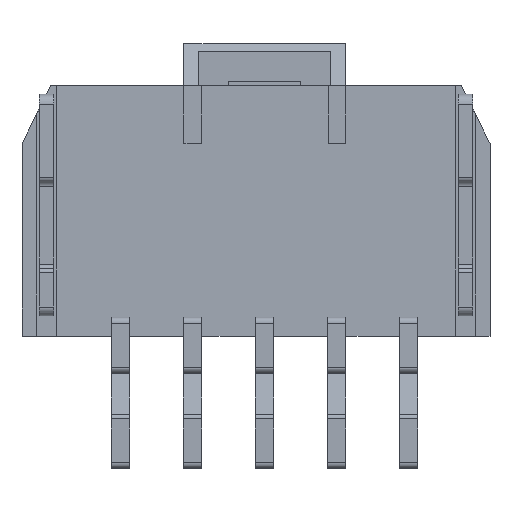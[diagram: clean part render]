
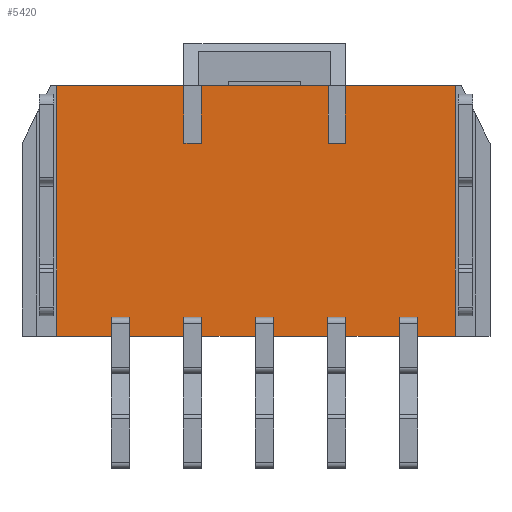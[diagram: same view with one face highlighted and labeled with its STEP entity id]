
A CAD part, front view. The second image highlights one B-rep face of the part: STEP entity #5420.
In plain terms, the highlighted planar face has unit normal (0, -1, 0).
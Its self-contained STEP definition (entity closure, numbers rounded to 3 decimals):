
#33=DIRECTION('',(0.,0.,1.));
#34=VECTOR('',#33,0.65);
#35=CARTESIAN_POINT('',(5.318,-2.99,0.));
#36=LINE('',#35,#34);
#37=DIRECTION('',(1.,0.,0.));
#38=VECTOR('',#37,0.635);
#39=CARTESIAN_POINT('',(4.683,-2.99,0.65));
#40=LINE('',#39,#38);
#41=DIRECTION('',(0.,0.,1.));
#42=VECTOR('',#41,0.65);
#43=CARTESIAN_POINT('',(4.683,-2.99,0.));
#44=LINE('',#43,#42);
#45=DIRECTION('',(-1.,0.,0.));
#46=VECTOR('',#45,1.865);
#47=CARTESIAN_POINT('',(4.683,-2.99,0.));
#48=LINE('',#47,#46);
#49=DIRECTION('',(0.,0.,1.));
#50=VECTOR('',#49,0.65);
#51=CARTESIAN_POINT('',(2.818,-2.99,0.));
#52=LINE('',#51,#50);
#53=DIRECTION('',(1.,0.,0.));
#54=VECTOR('',#53,0.635);
#55=CARTESIAN_POINT('',(2.183,-2.99,0.65));
#56=LINE('',#55,#54);
#57=DIRECTION('',(0.,0.,1.));
#58=VECTOR('',#57,0.65);
#59=CARTESIAN_POINT('',(2.183,-2.99,0.));
#60=LINE('',#59,#58);
#61=DIRECTION('',(-1.,0.,0.));
#62=VECTOR('',#61,1.865);
#63=CARTESIAN_POINT('',(2.183,-2.99,0.));
#64=LINE('',#63,#62);
#65=DIRECTION('',(0.,0.,1.));
#66=VECTOR('',#65,0.65);
#67=CARTESIAN_POINT('',(0.318,-2.99,0.));
#68=LINE('',#67,#66);
#69=DIRECTION('',(1.,0.,0.));
#70=VECTOR('',#69,0.635);
#71=CARTESIAN_POINT('',(-0.318,-2.99,0.65));
#72=LINE('',#71,#70);
#73=DIRECTION('',(0.,0.,1.));
#74=VECTOR('',#73,0.65);
#75=CARTESIAN_POINT('',(-0.318,-2.99,0.));
#76=LINE('',#75,#74);
#77=DIRECTION('',(-1.,0.,0.));
#78=VECTOR('',#77,1.865);
#79=CARTESIAN_POINT('',(-0.318,-2.99,0.));
#80=LINE('',#79,#78);
#81=DIRECTION('',(0.,0.,1.));
#82=VECTOR('',#81,0.65);
#83=CARTESIAN_POINT('',(-2.183,-2.99,0.));
#84=LINE('',#83,#82);
#85=DIRECTION('',(1.,0.,0.));
#86=VECTOR('',#85,0.635);
#87=CARTESIAN_POINT('',(-2.818,-2.99,0.65));
#88=LINE('',#87,#86);
#89=DIRECTION('',(0.,0.,1.));
#90=VECTOR('',#89,0.65);
#91=CARTESIAN_POINT('',(-2.818,-2.99,0.));
#92=LINE('',#91,#90);
#93=DIRECTION('',(-1.,0.,0.));
#94=VECTOR('',#93,1.865);
#95=CARTESIAN_POINT('',(-2.818,-2.99,0.));
#96=LINE('',#95,#94);
#97=DIRECTION('',(0.,0.,1.));
#98=VECTOR('',#97,0.65);
#99=CARTESIAN_POINT('',(-4.683,-2.99,0.));
#100=LINE('',#99,#98);
#101=DIRECTION('',(1.,0.,0.));
#102=VECTOR('',#101,0.635);
#103=CARTESIAN_POINT('',(-5.318,-2.99,0.65));
#104=LINE('',#103,#102);
#105=DIRECTION('',(0.,0.,1.));
#106=VECTOR('',#105,0.65);
#107=CARTESIAN_POINT('',(-5.318,-2.99,0.));
#108=LINE('',#107,#106);
#109=DIRECTION('',(-1.,0.,0.));
#110=VECTOR('',#109,1.903);
#111=CARTESIAN_POINT('',(-5.318,-2.99,0.));
#112=LINE('',#111,#110);
#113=DIRECTION('',(0.,0.,1.));
#114=VECTOR('',#113,8.69);
#115=CARTESIAN_POINT('',(-7.22,-2.99,0.));
#116=LINE('',#115,#114);
#117=DIRECTION('',(1.,0.,0.));
#118=VECTOR('',#117,4.42);
#119=CARTESIAN_POINT('',(-7.22,-2.99,8.69));
#120=LINE('',#119,#118);
#121=DIRECTION('',(0.,0.,-1.));
#122=VECTOR('',#121,2.);
#123=CARTESIAN_POINT('',(-2.8,-2.99,8.69));
#124=LINE('',#123,#122);
#125=DIRECTION('',(1.,0.,0.));
#126=VECTOR('',#125,0.6);
#127=CARTESIAN_POINT('',(-2.8,-2.99,6.69));
#128=LINE('',#127,#126);
#129=DIRECTION('',(0.,0.,-1.));
#130=VECTOR('',#129,2.);
#131=CARTESIAN_POINT('',(-2.2,-2.99,8.69));
#132=LINE('',#131,#130);
#133=DIRECTION('',(1.,0.,0.));
#134=VECTOR('',#133,4.4);
#135=CARTESIAN_POINT('',(-2.2,-2.99,8.69));
#136=LINE('',#135,#134);
#137=DIRECTION('',(0.,0.,-1.));
#138=VECTOR('',#137,2.);
#139=CARTESIAN_POINT('',(2.2,-2.99,8.69));
#140=LINE('',#139,#138);
#141=DIRECTION('',(1.,0.,0.));
#142=VECTOR('',#141,0.6);
#143=CARTESIAN_POINT('',(2.2,-2.99,6.69));
#144=LINE('',#143,#142);
#145=DIRECTION('',(0.,0.,-1.));
#146=VECTOR('',#145,2.);
#147=CARTESIAN_POINT('',(2.8,-2.99,8.69));
#148=LINE('',#147,#146);
#149=DIRECTION('',(1.,0.,0.));
#150=VECTOR('',#149,3.82);
#151=CARTESIAN_POINT('',(2.8,-2.99,8.69));
#152=LINE('',#151,#150);
#153=DIRECTION('',(0.,0.,1.));
#154=VECTOR('',#153,8.69);
#155=CARTESIAN_POINT('',(6.62,-2.99,0.));
#156=LINE('',#155,#154);
#157=DIRECTION('',(-1.,0.,0.));
#158=VECTOR('',#157,1.303);
#159=CARTESIAN_POINT('',(6.62,-2.99,0.));
#160=LINE('',#159,#158);
#4109=CARTESIAN_POINT('',(-7.22,-2.99,0.));
#4110=CARTESIAN_POINT('',(-7.22,-2.99,8.69));
#4111=VERTEX_POINT('',#4109);
#4112=VERTEX_POINT('',#4110);
#4113=CARTESIAN_POINT('',(6.62,-2.99,0.));
#4114=CARTESIAN_POINT('',(6.62,-2.99,8.69));
#4115=VERTEX_POINT('',#4113);
#4116=VERTEX_POINT('',#4114);
#4189=CARTESIAN_POINT('',(-2.8,-2.99,6.69));
#4190=CARTESIAN_POINT('',(-2.2,-2.99,6.69));
#4191=VERTEX_POINT('',#4189);
#4192=VERTEX_POINT('',#4190);
#4193=CARTESIAN_POINT('',(2.2,-2.99,6.69));
#4194=CARTESIAN_POINT('',(2.8,-2.99,6.69));
#4195=VERTEX_POINT('',#4193);
#4196=VERTEX_POINT('',#4194);
#4197=CARTESIAN_POINT('',(-2.8,-2.99,8.69));
#4198=VERTEX_POINT('',#4197);
#4199=CARTESIAN_POINT('',(-2.2,-2.99,8.69));
#4200=VERTEX_POINT('',#4199);
#4201=CARTESIAN_POINT('',(2.2,-2.99,8.69));
#4202=VERTEX_POINT('',#4201);
#4203=CARTESIAN_POINT('',(2.8,-2.99,8.69));
#4204=VERTEX_POINT('',#4203);
#4321=CARTESIAN_POINT('',(-5.318,-2.99,0.));
#4322=CARTESIAN_POINT('',(-5.318,-2.99,0.65));
#4323=VERTEX_POINT('',#4321);
#4324=VERTEX_POINT('',#4322);
#4325=CARTESIAN_POINT('',(-4.683,-2.99,0.));
#4326=CARTESIAN_POINT('',(-4.683,-2.99,0.65));
#4327=VERTEX_POINT('',#4325);
#4328=VERTEX_POINT('',#4326);
#4869=CARTESIAN_POINT('',(-2.818,-2.99,0.65));
#4870=VERTEX_POINT('',#4869);
#4871=CARTESIAN_POINT('',(-2.183,-2.99,0.65));
#4872=VERTEX_POINT('',#4871);
#4925=CARTESIAN_POINT('',(-0.318,-2.99,0.65));
#4926=VERTEX_POINT('',#4925);
#4927=CARTESIAN_POINT('',(0.318,-2.99,0.65));
#4928=VERTEX_POINT('',#4927);
#4981=CARTESIAN_POINT('',(2.183,-2.99,0.65));
#4982=VERTEX_POINT('',#4981);
#4983=CARTESIAN_POINT('',(2.818,-2.99,0.65));
#4984=VERTEX_POINT('',#4983);
#4997=CARTESIAN_POINT('',(-2.818,-2.99,0.));
#4998=VERTEX_POINT('',#4997);
#4999=CARTESIAN_POINT('',(-2.183,-2.99,0.));
#5000=VERTEX_POINT('',#4999);
#5025=CARTESIAN_POINT('',(-0.318,-2.99,0.));
#5026=VERTEX_POINT('',#5025);
#5027=CARTESIAN_POINT('',(0.318,-2.99,0.));
#5028=VERTEX_POINT('',#5027);
#5053=CARTESIAN_POINT('',(2.183,-2.99,0.));
#5054=VERTEX_POINT('',#5053);
#5055=CARTESIAN_POINT('',(2.818,-2.99,0.));
#5056=VERTEX_POINT('',#5055);
#5257=CARTESIAN_POINT('',(4.683,-2.99,0.65));
#5258=VERTEX_POINT('',#5257);
#5259=CARTESIAN_POINT('',(5.318,-2.99,0.65));
#5260=VERTEX_POINT('',#5259);
#5273=CARTESIAN_POINT('',(5.318,-2.99,0.));
#5274=VERTEX_POINT('',#5273);
#5275=CARTESIAN_POINT('',(4.683,-2.99,0.));
#5276=VERTEX_POINT('',#5275);
#5349=CARTESIAN_POINT('',(0.,-2.99,0.));
#5350=DIRECTION('',(0.,1.,0.));
#5351=DIRECTION('',(-1.,0.,0.));
#5352=AXIS2_PLACEMENT_3D('',#5349,#5350,#5351);
#5353=PLANE('',#5352);
#5355=ORIENTED_EDGE('',*,*,#5354,.T.);
#5357=ORIENTED_EDGE('',*,*,#5356,.F.);
#5359=ORIENTED_EDGE('',*,*,#5358,.F.);
#5361=ORIENTED_EDGE('',*,*,#5360,.T.);
#5363=ORIENTED_EDGE('',*,*,#5362,.T.);
#5365=ORIENTED_EDGE('',*,*,#5364,.F.);
#5367=ORIENTED_EDGE('',*,*,#5366,.F.);
#5369=ORIENTED_EDGE('',*,*,#5368,.T.);
#5371=ORIENTED_EDGE('',*,*,#5370,.T.);
#5373=ORIENTED_EDGE('',*,*,#5372,.F.);
#5375=ORIENTED_EDGE('',*,*,#5374,.F.);
#5377=ORIENTED_EDGE('',*,*,#5376,.T.);
#5379=ORIENTED_EDGE('',*,*,#5378,.T.);
#5381=ORIENTED_EDGE('',*,*,#5380,.F.);
#5383=ORIENTED_EDGE('',*,*,#5382,.F.);
#5385=ORIENTED_EDGE('',*,*,#5384,.T.);
#5387=ORIENTED_EDGE('',*,*,#5386,.T.);
#5389=ORIENTED_EDGE('',*,*,#5388,.F.);
#5391=ORIENTED_EDGE('',*,*,#5390,.F.);
#5393=ORIENTED_EDGE('',*,*,#5392,.T.);
#5395=ORIENTED_EDGE('',*,*,#5394,.T.);
#5397=ORIENTED_EDGE('',*,*,#5396,.T.);
#5399=ORIENTED_EDGE('',*,*,#5398,.T.);
#5401=ORIENTED_EDGE('',*,*,#5400,.T.);
#5403=ORIENTED_EDGE('',*,*,#5402,.F.);
#5405=ORIENTED_EDGE('',*,*,#5404,.T.);
#5407=ORIENTED_EDGE('',*,*,#5406,.T.);
#5409=ORIENTED_EDGE('',*,*,#5408,.T.);
#5411=ORIENTED_EDGE('',*,*,#5410,.F.);
#5413=ORIENTED_EDGE('',*,*,#5412,.T.);
#5415=ORIENTED_EDGE('',*,*,#5414,.F.);
#5417=ORIENTED_EDGE('',*,*,#5416,.T.);
#5418=EDGE_LOOP('',(#5355,#5357,#5359,#5361,#5363,#5365,#5367,#5369,#5371,#5373,
#5375,#5377,#5379,#5381,#5383,#5385,#5387,#5389,#5391,#5393,#5395,#5397,#5399,
#5401,#5403,#5405,#5407,#5409,#5411,#5413,#5415,#5417));
#5419=FACE_OUTER_BOUND('',#5418,.F.);
#5420=ADVANCED_FACE('',(#5419),#5353,.F.);
#5354=EDGE_CURVE('',#5274,#5260,#36,.T.);
#5356=EDGE_CURVE('',#5258,#5260,#40,.T.);
#5358=EDGE_CURVE('',#5276,#5258,#44,.T.);
#5360=EDGE_CURVE('',#5276,#5056,#48,.T.);
#5362=EDGE_CURVE('',#5056,#4984,#52,.T.);
#5364=EDGE_CURVE('',#4982,#4984,#56,.T.);
#5366=EDGE_CURVE('',#5054,#4982,#60,.T.);
#5368=EDGE_CURVE('',#5054,#5028,#64,.T.);
#5370=EDGE_CURVE('',#5028,#4928,#68,.T.);
#5372=EDGE_CURVE('',#4926,#4928,#72,.T.);
#5374=EDGE_CURVE('',#5026,#4926,#76,.T.);
#5376=EDGE_CURVE('',#5026,#5000,#80,.T.);
#5378=EDGE_CURVE('',#5000,#4872,#84,.T.);
#5380=EDGE_CURVE('',#4870,#4872,#88,.T.);
#5382=EDGE_CURVE('',#4998,#4870,#92,.T.);
#5384=EDGE_CURVE('',#4998,#4327,#96,.T.);
#5386=EDGE_CURVE('',#4327,#4328,#100,.T.);
#5388=EDGE_CURVE('',#4324,#4328,#104,.T.);
#5390=EDGE_CURVE('',#4323,#4324,#108,.T.);
#5392=EDGE_CURVE('',#4323,#4111,#112,.T.);
#5394=EDGE_CURVE('',#4111,#4112,#116,.T.);
#5396=EDGE_CURVE('',#4112,#4198,#120,.T.);
#5398=EDGE_CURVE('',#4198,#4191,#124,.T.);
#5400=EDGE_CURVE('',#4191,#4192,#128,.T.);
#5402=EDGE_CURVE('',#4200,#4192,#132,.T.);
#5404=EDGE_CURVE('',#4200,#4202,#136,.T.);
#5406=EDGE_CURVE('',#4202,#4195,#140,.T.);
#5408=EDGE_CURVE('',#4195,#4196,#144,.T.);
#5410=EDGE_CURVE('',#4204,#4196,#148,.T.);
#5412=EDGE_CURVE('',#4204,#4116,#152,.T.);
#5414=EDGE_CURVE('',#4115,#4116,#156,.T.);
#5416=EDGE_CURVE('',#4115,#5274,#160,.T.);
